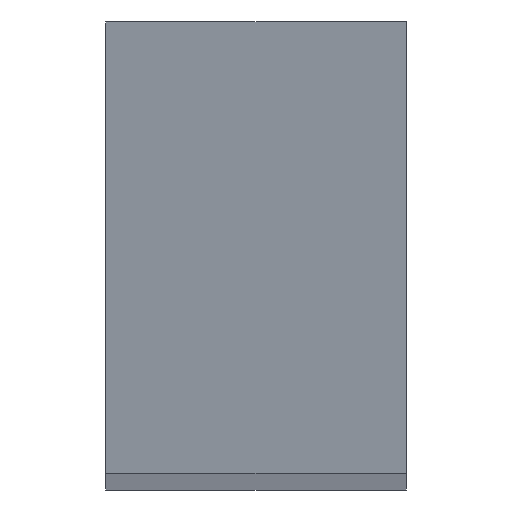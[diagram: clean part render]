
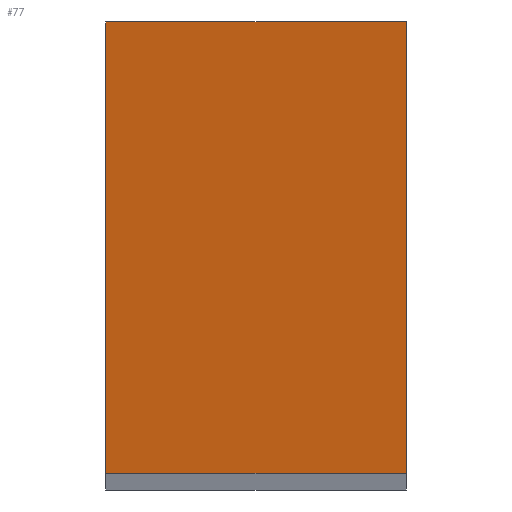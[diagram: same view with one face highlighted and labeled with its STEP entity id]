
A CAD part, top view. The second image highlights one B-rep face of the part: STEP entity #77.
In plain terms, the highlighted planar face has unit normal (0, -0.162, 0.987).
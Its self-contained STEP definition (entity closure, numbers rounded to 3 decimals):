
#2 = DIRECTION ( 'NONE',  ( 0., 0.987, 0.162 ) ) ;
#4 = LINE ( 'NONE', #66, #32 ) ;
#8 = EDGE_LOOP ( 'NONE', ( #122, #158, #17, #178 ) ) ;
#10 = DIRECTION ( 'NONE',  ( 0., -0.162, 0.987 ) ) ;
#17 = ORIENTED_EDGE ( 'NONE', *, *, #87, .T. ) ;
#21 = CARTESIAN_POINT ( 'NONE',  ( -20., -30., 1300.175 ) ) ;
#28 = DIRECTION ( 'NONE',  ( 1., 0., 0. ) ) ;
#29 = EDGE_CURVE ( 'NONE', #67, #104, #96, .T. ) ;
#30 = CARTESIAN_POINT ( 'NONE',  ( -20., 30., 1310. ) ) ;
#32 = VECTOR ( 'NONE', #120, 1000. ) ;
#37 = LINE ( 'NONE', #147, #93 ) ;
#45 = EDGE_CURVE ( 'NONE', #104, #78, #83, .T. ) ;
#53 = CARTESIAN_POINT ( 'NONE',  ( -20., 30., 1310. ) ) ;
#66 = CARTESIAN_POINT ( 'NONE',  ( -20., 30., 1310. ) ) ;
#67 = VERTEX_POINT ( 'NONE', #21 ) ;
#68 = DIRECTION ( 'NONE',  ( -1., 0., 0. ) ) ;
#75 = EDGE_CURVE ( 'NONE', #78, #169, #37, .T. ) ;
#77 = ADVANCED_FACE ( 'NONE', ( #141 ), #177, .T. ) ;
#78 = VERTEX_POINT ( 'NONE', #196 ) ;
#83 = LINE ( 'NONE', #197, #86 ) ;
#86 = VECTOR ( 'NONE', #2, 1000. ) ;
#87 = EDGE_CURVE ( 'NONE', #169, #67, #4, .T. ) ;
#93 = VECTOR ( 'NONE', #68, 1000. ) ;
#96 = LINE ( 'NONE', #165, #97 ) ;
#97 = VECTOR ( 'NONE', #28, 1000. ) ;
#104 = VERTEX_POINT ( 'NONE', #144 ) ;
#120 = DIRECTION ( 'NONE',  ( 0., -0.987, -0.162 ) ) ;
#122 = ORIENTED_EDGE ( 'NONE', *, *, #45, .T. ) ;
#128 = DIRECTION ( 'NONE',  ( 0., -0.987, -0.162 ) ) ;
#136 = AXIS2_PLACEMENT_3D ( 'NONE', #53, #10, #128 ) ;
#141 = FACE_OUTER_BOUND ( 'NONE', #8, .T. ) ;
#144 = CARTESIAN_POINT ( 'NONE',  ( 20., -30., 1300.175 ) ) ;
#147 = CARTESIAN_POINT ( 'NONE',  ( -20., 30., 1310. ) ) ;
#158 = ORIENTED_EDGE ( 'NONE', *, *, #75, .T. ) ;
#165 = CARTESIAN_POINT ( 'NONE',  ( -20., -30., 1300.175 ) ) ;
#169 = VERTEX_POINT ( 'NONE', #30 ) ;
#177 = PLANE ( 'NONE',  #136 ) ;
#178 = ORIENTED_EDGE ( 'NONE', *, *, #29, .T. ) ;
#196 = CARTESIAN_POINT ( 'NONE',  ( 20., 30., 1310. ) ) ;
#197 = CARTESIAN_POINT ( 'NONE',  ( 20., 30., 1310. ) ) ;
